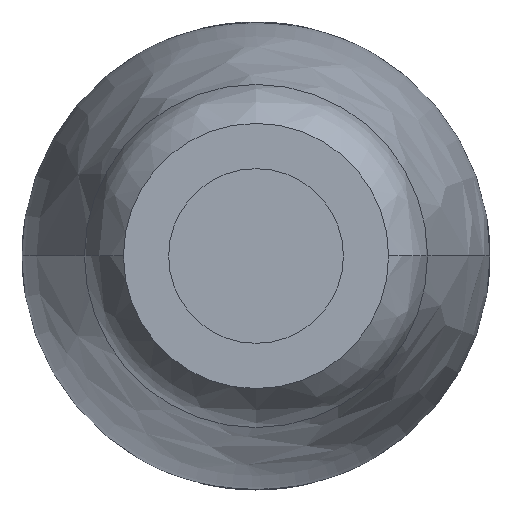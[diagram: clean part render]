
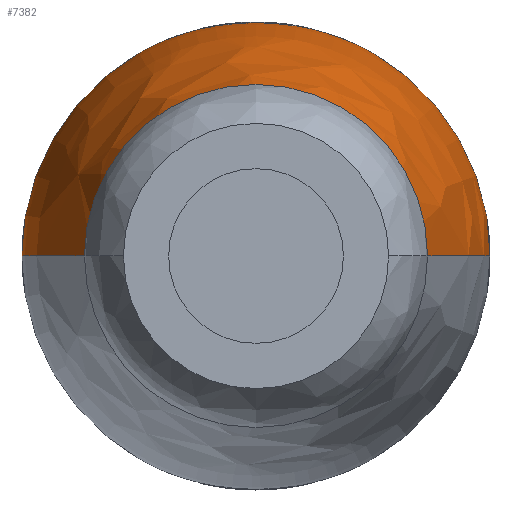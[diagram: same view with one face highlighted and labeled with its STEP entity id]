
A CAD part, front view. The second image highlights one B-rep face of the part: STEP entity #7382.
In plain terms, the highlighted face is a revolution surface.
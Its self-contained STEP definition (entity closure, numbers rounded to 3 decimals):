
#337=CARTESIAN_POINT('',(0.,-6.4,0.));
#338=DIRECTION('',(0.,-1.,0.));
#339=DIRECTION('',(1.,0.,0.));
#340=AXIS2_PLACEMENT_3D('',#337,#338,#339);
#353=CARTESIAN_POINT('',(3.904,-6.4,6.404));
#384=CARTESIAN_POINT('',(-3.904,-6.4,6.404));
#397=CARTESIAN_POINT('',(0.,-6.4,0.));
#398=DIRECTION('',(0.,-1.,0.));
#399=DIRECTION('',(-0.521,0.,0.854));
#400=AXIS2_PLACEMENT_3D('',#397,#398,#399);
#596=CARTESIAN_POINT('',(-3.901,-9.061,6.406));
#597=CARTESIAN_POINT('',(-3.904,-8.766,6.405));
#598=CARTESIAN_POINT('',(-3.906,-8.176,6.403));
#599=CARTESIAN_POINT('',(-3.905,-7.289,6.403));
#600=CARTESIAN_POINT('',(-3.904,-6.697,6.403));
#601=CARTESIAN_POINT('',(-3.904,-6.4,6.404));
#603=CARTESIAN_POINT('',(3.9,-9.063,6.407));
#604=CARTESIAN_POINT('',(3.896,-9.618,6.409));
#605=CARTESIAN_POINT('',(3.869,-10.673,6.426));
#606=CARTESIAN_POINT('',(3.794,-12.058,6.47));
#607=CARTESIAN_POINT('',(3.69,-13.295,6.529));
#608=CARTESIAN_POINT('',(3.565,-14.399,6.598));
#609=CARTESIAN_POINT('',(3.404,-15.372,6.684));
#610=CARTESIAN_POINT('',(3.202,-16.207,6.785));
#611=CARTESIAN_POINT('',(2.967,-16.916,6.891));
#612=CARTESIAN_POINT('',(2.71,-17.51,6.994));
#613=CARTESIAN_POINT('',(2.441,-18.007,7.089));
#614=CARTESIAN_POINT('',(2.164,-18.414,7.174));
#615=CARTESIAN_POINT('',(1.885,-18.738,7.247));
#616=CARTESIAN_POINT('',(1.605,-18.996,7.31));
#617=CARTESIAN_POINT('',(1.315,-19.205,7.363));
#618=CARTESIAN_POINT('',(1.012,-19.372,7.407));
#619=CARTESIAN_POINT('',(0.707,-19.495,7.44));
#620=CARTESIAN_POINT('',(0.412,-19.575,7.46));
#621=CARTESIAN_POINT('',(0.137,-19.614,7.468));
#622=CARTESIAN_POINT('',(-0.126,-19.617,
7.468));
#623=CARTESIAN_POINT('',(-0.388,-19.586,
7.46));
#624=CARTESIAN_POINT('',(-0.661,-19.517,
7.443));
#625=CARTESIAN_POINT('',(-0.947,-19.406,
7.415));
#626=CARTESIAN_POINT('',(-1.243,-19.247,7.375));
#627=CARTESIAN_POINT('',(-1.541,-19.037,7.323));
#628=CARTESIAN_POINT('',(-1.837,-18.771,7.259));
#629=CARTESIAN_POINT('',(-2.132,-18.438,7.183));
#630=CARTESIAN_POINT('',(-2.424,-18.023,7.095));
#631=CARTESIAN_POINT('',(-2.71,-17.515,6.994));
#632=CARTESIAN_POINT('',(-2.98,-16.905,6.885));
#633=CARTESIAN_POINT('',(-3.219,-16.188,6.777));
#634=CARTESIAN_POINT('',(-3.418,-15.347,6.677));
#635=CARTESIAN_POINT('',(-3.572,-14.368,6.594));
#636=CARTESIAN_POINT('',(-3.691,-13.263,6.528));
#637=CARTESIAN_POINT('',(-3.792,-12.029,6.471));
#638=CARTESIAN_POINT('',(-3.867,-10.65,6.427));
#639=CARTESIAN_POINT('',(-3.897,-9.608,6.409));
#640=CARTESIAN_POINT('',(-3.901,-9.061,6.406));
#642=CARTESIAN_POINT('',(3.904,-6.4,6.404));
#643=CARTESIAN_POINT('',(3.903,-6.678,6.404));
#644=CARTESIAN_POINT('',(3.903,-7.246,6.404));
#645=CARTESIAN_POINT('',(3.903,-8.132,6.405));
#646=CARTESIAN_POINT('',(3.902,-8.748,6.406));
#647=CARTESIAN_POINT('',(3.9,-9.063,6.407));
#649=CARTESIAN_POINT('',(7.5,-6.4,0.));
#650=CARTESIAN_POINT('',(7.499,-6.821,0.));
#651=CARTESIAN_POINT('',(7.501,-8.477,0.));
#652=CARTESIAN_POINT('',(7.5,-11.389,0.));
#653=CARTESIAN_POINT('',(7.497,-16.246,0.));
#654=CARTESIAN_POINT('',(7.519,-21.194,0.));
#655=CARTESIAN_POINT('',(6.78,-27.586,0.));
#656=CARTESIAN_POINT('',(5.941,-31.613,0.));
#657=CARTESIAN_POINT('',(5.25,-34.4,0.));
#659=CARTESIAN_POINT('',(0.,-34.4,0.));
#660=DIRECTION('',(0.,-1.,0.));
#661=DIRECTION('',(1.,0.,0.));
#662=AXIS2_PLACEMENT_3D('',#659,#660,#661);
#664=CARTESIAN_POINT('',(-5.25,-34.4,0.));
#665=CARTESIAN_POINT('',(-5.941,-31.613,0.));
#666=CARTESIAN_POINT('',(-6.78,-27.586,0.));
#667=CARTESIAN_POINT('',(-7.519,-21.194,0.));
#668=CARTESIAN_POINT('',(-7.497,-16.246,0.));
#669=CARTESIAN_POINT('',(-7.5,-11.389,0.));
#670=CARTESIAN_POINT('',(-7.501,-8.477,
0.));
#671=CARTESIAN_POINT('',(-7.499,-6.821,0.));
#672=CARTESIAN_POINT('',(-7.5,-6.4,0.));
#5715=VERTEX_POINT('',#664);
#5716=VERTEX_POINT('',#672);
#5717=VERTEX_POINT('',#649);
#5718=VERTEX_POINT('',#657);
#5833=VERTEX_POINT('',#384);
#5836=VERTEX_POINT('',#596);
#5837=VERTEX_POINT('',#603);
#5840=VERTEX_POINT('',#353);
#7349=CARTESIAN_POINT('',(7.501,-6.118,0.));
#7350=CARTESIAN_POINT('',(7.5,-6.212,0.));
#7351=CARTESIAN_POINT('',(7.499,-6.726,0.));
#7352=CARTESIAN_POINT('',(7.501,-8.477,0.));
#7353=CARTESIAN_POINT('',(7.5,-11.389,0.));
#7354=CARTESIAN_POINT('',(7.497,-16.246,0.));
#7355=CARTESIAN_POINT('',(7.519,-21.194,0.));
#7356=CARTESIAN_POINT('',(6.78,-27.586,0.));
#7357=CARTESIAN_POINT('',(5.922,-31.704,0.));
#7358=CARTESIAN_POINT('',(5.205,-34.583,0.));
#7359=CARTESIAN_POINT('',(5.182,-34.674,0.));
#7364=CARTESIAN_POINT('',(0.,-42.1,0.));
#7365=DIRECTION('',(0.,1.,0.));
#7366=AXIS1_PLACEMENT('',#7364,#7365);
#7367=SURFACE_OF_REVOLUTION('',#7360,#7366);
#7369=ORIENTED_EDGE('',*,*,#7368,.F.);
#7371=ORIENTED_EDGE('',*,*,#7370,.F.);
#7373=ORIENTED_EDGE('',*,*,#7372,.F.);
#7374=ORIENTED_EDGE('',*,*,#6585,.F.);
#7375=ORIENTED_EDGE('',*,*,#7272,.T.);
#7377=ORIENTED_EDGE('',*,*,#7376,.T.);
#7378=ORIENTED_EDGE('',*,*,#7268,.T.);
#7379=ORIENTED_EDGE('',*,*,#6609,.F.);
#7380=EDGE_LOOP('',(#7369,#7371,#7373,#7374,#7375,#7377,#7378,#7379));
#7381=FACE_OUTER_BOUND('',#7380,.F.);
#341=CIRCLE('',#340,7.5);
#401=CIRCLE('',#400,7.5);
#602=B_SPLINE_CURVE_WITH_KNOTS('',3,(#596,#597,#598,#599,#600,#601),
.UNSPECIFIED.,.F.,.F.,(4,1,1,4),(0.,0.333,0.667,1.),
.UNSPECIFIED.);
#641=B_SPLINE_CURVE_WITH_KNOTS('',3,(#603,#604,#605,#606,#607,#608,#609,#610,
#611,#612,#613,#614,#615,#616,#617,#618,#619,#620,#621,#622,#623,#624,#625,#626,
#627,#628,#629,#630,#631,#632,#633,#634,#635,#636,#637,#638,#639,#640),
.UNSPECIFIED.,.F.,.F.,(4,1,1,1,1,1,1,1,1,1,1,1,1,1,1,1,1,1,1,1,1,1,1,1,1,1,1,1,
1,1,1,1,1,1,1,4),(0.,0.029,0.057,0.086,
0.114,0.143,0.171,0.2,0.229,
0.257,0.286,0.314,0.343,
0.371,0.4,0.429,0.457,0.486,
0.514,0.543,0.571,0.6,0.629,
0.657,0.686,0.714,0.743,
0.771,0.8,0.829,0.857,0.886,
0.914,0.943,0.971,1.),.UNSPECIFIED.);
#648=B_SPLINE_CURVE_WITH_KNOTS('',3,(#642,#643,#644,#645,#646,#647),
.UNSPECIFIED.,.F.,.F.,(4,1,1,4),(0.,0.333,0.667,1.),
.UNSPECIFIED.);
#658=B_SPLINE_CURVE_WITH_KNOTS('',3,(#649,#650,#651,#652,#653,#654,#655,#656,
#657),.UNSPECIFIED.,.F.,.F.,(4,1,1,1,1,1,4),(0.,0.046,
0.181,0.313,0.559,0.697,1.),
.UNSPECIFIED.);
#663=CIRCLE('',#662,5.25);
#673=B_SPLINE_CURVE_WITH_KNOTS('',3,(#664,#665,#666,#667,#668,#669,#670,#671,
#672),.UNSPECIFIED.,.F.,.F.,(4,1,1,1,1,1,4),(0.,0.303,
0.441,0.687,0.819,0.954,1.),
.UNSPECIFIED.);
#6585=EDGE_CURVE('',#5717,#5840,#341,.T.);
#6609=EDGE_CURVE('',#5833,#5716,#401,.T.);
#7268=EDGE_CURVE('',#5715,#5716,#673,.T.);
#7272=EDGE_CURVE('',#5717,#5718,#658,.T.);
#7360=B_SPLINE_CURVE_WITH_KNOTS('',3,(#7349,#7350,#7351,#7352,#7353,#7354,#7355,
#7356,#7357,#7358,#7359),.UNSPECIFIED.,.F.,.F.,(4,1,1,1,1,1,1,1,4),(0.,
0.01,0.056,0.188,0.317,
0.558,0.693,0.99,1.),.UNSPECIFIED.);
#7368=EDGE_CURVE('',#5836,#5833,#602,.T.);
#7370=EDGE_CURVE('',#5837,#5836,#641,.T.);
#7372=EDGE_CURVE('',#5840,#5837,#648,.T.);
#7376=EDGE_CURVE('',#5718,#5715,#663,.T.);
#7382=ADVANCED_FACE('',(#7381),#7367,.F.);
